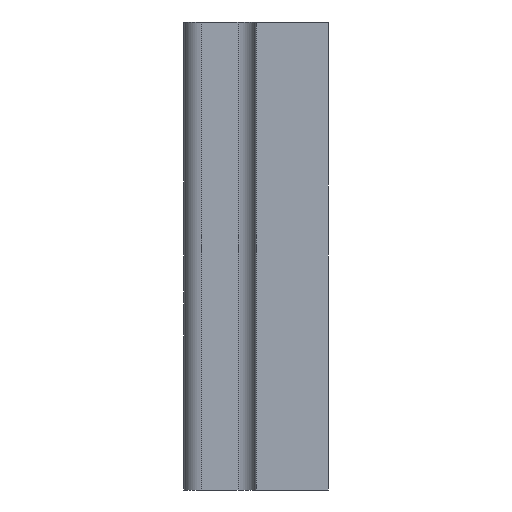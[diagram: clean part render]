
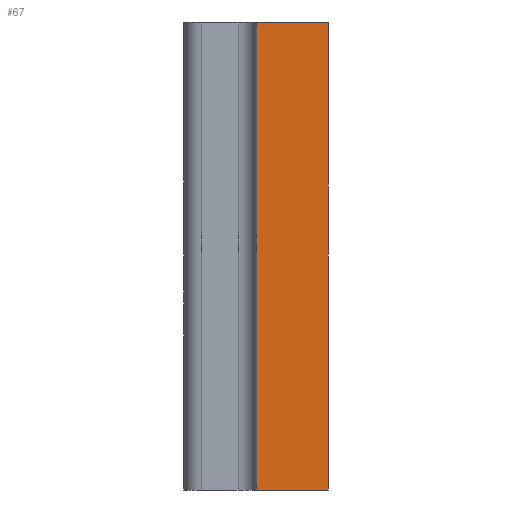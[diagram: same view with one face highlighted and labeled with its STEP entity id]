
A CAD part, left-side view. The second image highlights one B-rep face of the part: STEP entity #67.
In plain terms, the highlighted planar face has unit normal (-1, 0, 0).
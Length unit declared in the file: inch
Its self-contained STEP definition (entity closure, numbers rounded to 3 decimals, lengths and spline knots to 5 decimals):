
#67=ADVANCED_FACE('',(#158),#159,.T.);
#158=FACE_OUTER_BOUND('',#304,.T.);
#159=PLANE('',#305);
#304=EDGE_LOOP('',(#637,#638,#639,#640));
#305=AXIS2_PLACEMENT_3D('',#641,#642,#643);
#637=ORIENTED_EDGE('',*,*,#900,.T.);
#638=ORIENTED_EDGE('',*,*,#901,.F.);
#639=ORIENTED_EDGE('',*,*,#902,.T.);
#640=ORIENTED_EDGE('',*,*,#903,.T.);
#641=CARTESIAN_POINT('',(0.0,0.12503,0.0));
#642=DIRECTION('',(-1.0,0.0,0.0));
#643=DIRECTION('',(0.0,-1.0,0.0));
#900=EDGE_CURVE('',#1051,#1052,#1053,.T.);
#901=EDGE_CURVE('',#1054,#1052,#1055,.T.);
#902=EDGE_CURVE('',#1054,#1056,#1057,.T.);
#903=EDGE_CURVE('',#1056,#1051,#1058,.T.);
#1051=VERTEX_POINT('',#1290);
#1052=VERTEX_POINT('',#1291);
#1053=LINE('',#1292,#1293);
#1054=VERTEX_POINT('',#1294);
#1055=LINE('',#1295,#1296);
#1056=VERTEX_POINT('',#1297);
#1057=LINE('',#1298,#1299);
#1058=LINE('',#1300,#1301);
#1290=CARTESIAN_POINT('',(0.0,0.0,1.625));
#1291=CARTESIAN_POINT('',(0.0,0.25005,1.625));
#1292=CARTESIAN_POINT('',(0.0,0.25005,1.625));
#1293=VECTOR('',#1604,1.0);
#1294=CARTESIAN_POINT('',(0.0,0.25005,0.0));
#1295=CARTESIAN_POINT('',(0.0,0.25005,0.0));
#1296=VECTOR('',#1605,1.0);
#1297=CARTESIAN_POINT('',(0.0,0.0,0.0));
#1298=CARTESIAN_POINT('',(0.0,0.25005,0.0));
#1299=VECTOR('',#1606,1.0);
#1300=CARTESIAN_POINT('',(0.0,0.0,0.0));
#1301=VECTOR('',#1607,1.0);
#1604=DIRECTION('',(0.0,1.0,0.0));
#1605=DIRECTION('',(0.0,0.0,1.0));
#1606=DIRECTION('',(0.0,-1.0,0.0));
#1607=DIRECTION('',(0.0,0.0,1.0));
